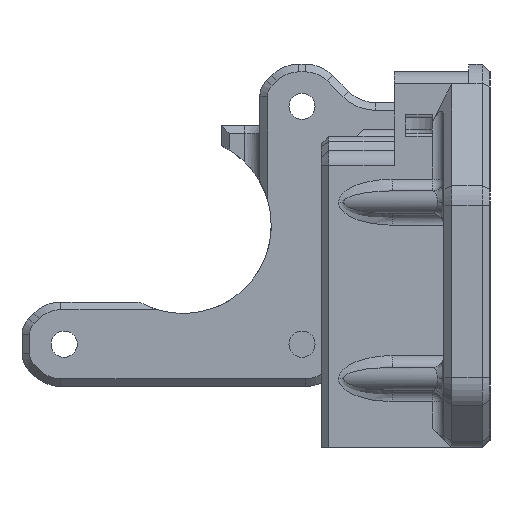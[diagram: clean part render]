
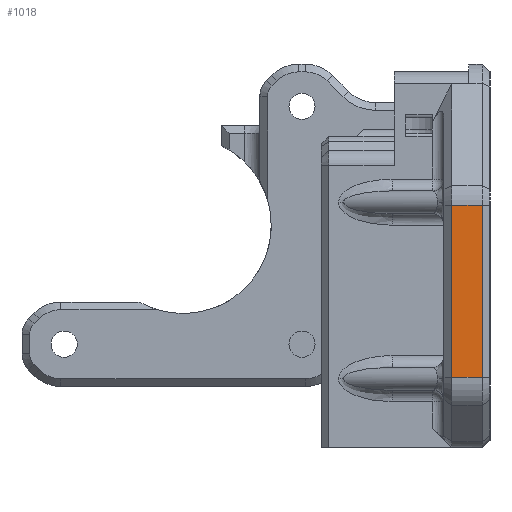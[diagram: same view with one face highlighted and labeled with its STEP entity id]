
A CAD part, left-side view. The second image highlights one B-rep face of the part: STEP entity #1018.
In plain terms, the highlighted planar face has unit normal (-1, 0, 0).
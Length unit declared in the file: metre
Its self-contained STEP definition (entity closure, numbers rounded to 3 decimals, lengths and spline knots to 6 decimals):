
#1018 = ADVANCED_FACE( '', ( #2228 ), #2229, .T. );
#2228 = FACE_OUTER_BOUND( '', #5180, .T. );
#2229 = PLANE( '', #5181 );
#5180 = EDGE_LOOP( '', ( #8505, #8506, #8507, #8508 ) );
#5181 = AXIS2_PLACEMENT_3D( '', #8509, #8510, #8511 );
#8505 = ORIENTED_EDGE( '', *, *, #11219, .T. );
#8506 = ORIENTED_EDGE( '', *, *, #10321, .T. );
#8507 = ORIENTED_EDGE( '', *, *, #11226, .T. );
#8508 = ORIENTED_EDGE( '', *, *, #11276, .T. );
#8509 = CARTESIAN_POINT( '', ( -0.1025, -0.011, -0.002005 ) );
#8510 = DIRECTION( '', ( -1., 0., 0. ) );
#8511 = DIRECTION( '', ( 0., 0., 1. ) );
#10321 = EDGE_CURVE( '', #12074, #12072, #12075, .T. );
#11219 = EDGE_CURVE( '', #13400, #12074, #13401, .T. );
#11226 = EDGE_CURVE( '', #12072, #13408, #13409, .T. );
#11276 = EDGE_CURVE( '', #13408, #13400, #13468, .T. );
#12072 = VERTEX_POINT( '', #14487 );
#12074 = VERTEX_POINT( '', #14490 );
#12075 = LINE( '', #14491, #14492 );
#13400 = VERTEX_POINT( '', #16461 );
#13401 = LINE( '', #16462, #16463 );
#13408 = VERTEX_POINT( '', #16471 );
#13409 = LINE( '', #16472, #16473 );
#13468 = LINE( '', #16553, #16554 );
#14487 = CARTESIAN_POINT( '', ( -0.1025, -0.01, 0.009633 ) );
#14490 = CARTESIAN_POINT( '', ( -0.1025, -0.01, -0.012832 ) );
#14491 = CARTESIAN_POINT( '', ( -0.1025, -0.01, -0.002005 ) );
#14492 = VECTOR( '', #17447, 1. );
#16461 = CARTESIAN_POINT( '', ( -0.1025, -0.006, -0.012832 ) );
#16462 = CARTESIAN_POINT( '', ( -0.1025, -0.011, -0.012832 ) );
#16463 = VECTOR( '', #18623, 1. );
#16471 = CARTESIAN_POINT( '', ( -0.1025, -0.006, 0.009633 ) );
#16472 = CARTESIAN_POINT( '', ( -0.1025, -0.011, 0.009633 ) );
#16473 = VECTOR( '', #18631, 1. );
#16553 = CARTESIAN_POINT( '', ( -0.1025, -0.006, -0.012832 ) );
#16554 = VECTOR( '', #18689, 1. );
#17447 = DIRECTION( '', ( 0., 0., 1. ) );
#18623 = DIRECTION( '', ( 0., -1., 0. ) );
#18631 = DIRECTION( '', ( 0., 1., 0. ) );
#18689 = DIRECTION( '', ( 0., 0., -1. ) );
